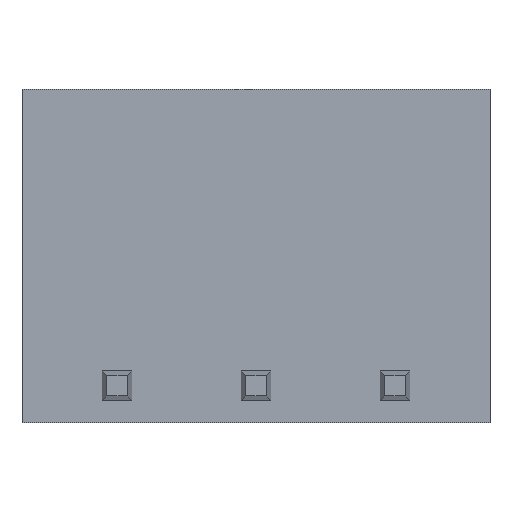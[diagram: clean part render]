
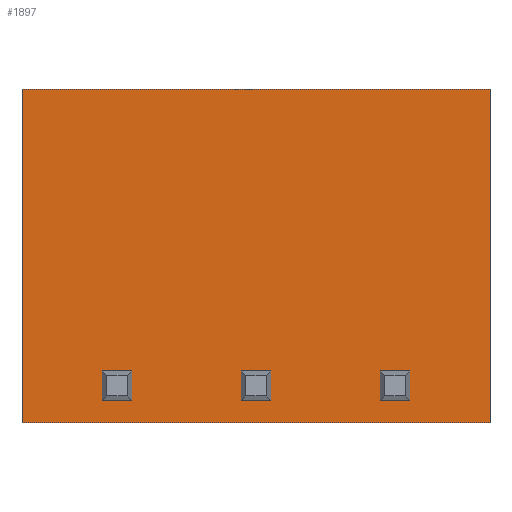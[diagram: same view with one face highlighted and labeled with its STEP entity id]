
A CAD part, front view. The second image highlights one B-rep face of the part: STEP entity #1897.
In plain terms, the highlighted planar face has unit normal (0, -1, 0).
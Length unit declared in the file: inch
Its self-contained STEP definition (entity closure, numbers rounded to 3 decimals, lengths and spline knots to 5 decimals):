
#13=DIRECTION('',(1.,0.,0.));
#14=VECTOR('',#13,0.505);
#15=CARTESIAN_POINT('',(-0.2525,0.,0.));
#16=LINE('',#15,#14);
#192=DIRECTION('',(0.,0.,-1.));
#193=VECTOR('',#192,0.36);
#194=CARTESIAN_POINT('',(-0.2525,0.,0.));
#195=LINE('',#194,#193);
#196=DIRECTION('',(0.,0.,-1.));
#197=VECTOR('',#196,0.032);
#198=CARTESIAN_POINT('',(0.134,0.,-0.304));
#199=LINE('',#198,#197);
#200=DIRECTION('',(1.,0.,0.));
#201=VECTOR('',#200,0.032);
#202=CARTESIAN_POINT('',(0.134,0.,-0.336));
#203=LINE('',#202,#201);
#204=DIRECTION('',(0.,0.,-1.));
#205=VECTOR('',#204,0.032);
#206=CARTESIAN_POINT('',(0.166,0.,-0.304));
#207=LINE('',#206,#205);
#208=DIRECTION('',(1.,0.,0.));
#209=VECTOR('',#208,0.032);
#210=CARTESIAN_POINT('',(0.134,0.,-0.304));
#211=LINE('',#210,#209);
#212=DIRECTION('',(0.,0.,-1.));
#213=VECTOR('',#212,0.032);
#214=CARTESIAN_POINT('',(-0.016,0.,-0.304));
#215=LINE('',#214,#213);
#216=DIRECTION('',(1.,0.,0.));
#217=VECTOR('',#216,0.032);
#218=CARTESIAN_POINT('',(-0.016,0.,-0.336));
#219=LINE('',#218,#217);
#220=DIRECTION('',(0.,0.,-1.));
#221=VECTOR('',#220,0.032);
#222=CARTESIAN_POINT('',(0.016,0.,-0.304));
#223=LINE('',#222,#221);
#224=DIRECTION('',(1.,0.,0.));
#225=VECTOR('',#224,0.032);
#226=CARTESIAN_POINT('',(-0.016,0.,-0.304));
#227=LINE('',#226,#225);
#228=DIRECTION('',(0.,0.,-1.));
#229=VECTOR('',#228,0.032);
#230=CARTESIAN_POINT('',(-0.166,0.,-0.304));
#231=LINE('',#230,#229);
#232=DIRECTION('',(1.,0.,0.));
#233=VECTOR('',#232,0.032);
#234=CARTESIAN_POINT('',(-0.166,0.,-0.336));
#235=LINE('',#234,#233);
#236=DIRECTION('',(0.,0.,-1.));
#237=VECTOR('',#236,0.032);
#238=CARTESIAN_POINT('',(-0.134,0.,-0.304));
#239=LINE('',#238,#237);
#240=DIRECTION('',(1.,0.,0.));
#241=VECTOR('',#240,0.032);
#242=CARTESIAN_POINT('',(-0.166,0.,-0.304));
#243=LINE('',#242,#241);
#244=DIRECTION('',(0.,0.,-1.));
#245=VECTOR('',#244,0.36);
#246=CARTESIAN_POINT('',(0.2525,0.,0.));
#247=LINE('',#246,#245);
#256=DIRECTION('',(1.,0.,0.));
#257=VECTOR('',#256,0.505);
#258=CARTESIAN_POINT('',(-0.2525,0.,-0.36));
#259=LINE('',#258,#257);
#1322=CARTESIAN_POINT('',(-0.2525,0.,0.));
#1324=VERTEX_POINT('',#1322);
#1325=CARTESIAN_POINT('',(0.2525,0.,0.));
#1326=VERTEX_POINT('',#1325);
#1330=CARTESIAN_POINT('',(-0.2525,0.,-0.36));
#1332=VERTEX_POINT('',#1330);
#1333=CARTESIAN_POINT('',(0.2525,0.,-0.36));
#1334=VERTEX_POINT('',#1333);
#1421=CARTESIAN_POINT('',(0.134,0.,-0.304));
#1422=CARTESIAN_POINT('',(0.134,0.,-0.336));
#1423=VERTEX_POINT('',#1421);
#1424=VERTEX_POINT('',#1422);
#1425=CARTESIAN_POINT('',(0.166,0.,-0.304));
#1426=CARTESIAN_POINT('',(0.166,0.,-0.336));
#1427=VERTEX_POINT('',#1425);
#1428=VERTEX_POINT('',#1426);
#1681=CARTESIAN_POINT('',(-0.016,0.,-0.304));
#1682=CARTESIAN_POINT('',(-0.016,0.,-0.336));
#1683=VERTEX_POINT('',#1681);
#1684=VERTEX_POINT('',#1682);
#1685=CARTESIAN_POINT('',(0.016,0.,-0.304));
#1686=CARTESIAN_POINT('',(0.016,0.,-0.336));
#1687=VERTEX_POINT('',#1685);
#1688=VERTEX_POINT('',#1686);
#1717=CARTESIAN_POINT('',(-0.166,0.,-0.304));
#1718=CARTESIAN_POINT('',(-0.166,0.,-0.336));
#1719=VERTEX_POINT('',#1717);
#1720=VERTEX_POINT('',#1718);
#1721=CARTESIAN_POINT('',(-0.134,0.,-0.304));
#1722=CARTESIAN_POINT('',(-0.134,0.,-0.336));
#1723=VERTEX_POINT('',#1721);
#1724=VERTEX_POINT('',#1722);
#1854=CARTESIAN_POINT('',(-0.2525,0.,0.));
#1855=DIRECTION('',(0.,-1.,0.));
#1856=DIRECTION('',(1.,0.,0.));
#1857=AXIS2_PLACEMENT_3D('',#1854,#1855,#1856);
#1858=PLANE('',#1857);
#1859=ORIENTED_EDGE('',*,*,#1744,.T.);
#1861=ORIENTED_EDGE('',*,*,#1860,.T.);
#1863=ORIENTED_EDGE('',*,*,#1862,.F.);
#1864=ORIENTED_EDGE('',*,*,#1845,.F.);
#1865=EDGE_LOOP('',(#1859,#1861,#1863,#1864));
#1866=FACE_OUTER_BOUND('',#1865,.F.);
#1868=ORIENTED_EDGE('',*,*,#1867,.T.);
#1870=ORIENTED_EDGE('',*,*,#1869,.T.);
#1872=ORIENTED_EDGE('',*,*,#1871,.F.);
#1874=ORIENTED_EDGE('',*,*,#1873,.F.);
#1875=EDGE_LOOP('',(#1868,#1870,#1872,#1874));
#1876=FACE_BOUND('',#1875,.F.);
#1878=ORIENTED_EDGE('',*,*,#1877,.T.);
#1880=ORIENTED_EDGE('',*,*,#1879,.T.);
#1882=ORIENTED_EDGE('',*,*,#1881,.F.);
#1884=ORIENTED_EDGE('',*,*,#1883,.F.);
#1885=EDGE_LOOP('',(#1878,#1880,#1882,#1884));
#1886=FACE_BOUND('',#1885,.F.);
#1888=ORIENTED_EDGE('',*,*,#1887,.T.);
#1890=ORIENTED_EDGE('',*,*,#1889,.T.);
#1892=ORIENTED_EDGE('',*,*,#1891,.F.);
#1894=ORIENTED_EDGE('',*,*,#1893,.F.);
#1895=EDGE_LOOP('',(#1888,#1890,#1892,#1894));
#1896=FACE_BOUND('',#1895,.F.);
#1897=ADVANCED_FACE('',(#1866,#1876,#1886,#1896),#1858,.T.);
#1744=EDGE_CURVE('',#1324,#1326,#16,.T.);
#1845=EDGE_CURVE('',#1324,#1332,#195,.T.);
#1860=EDGE_CURVE('',#1326,#1334,#247,.T.);
#1862=EDGE_CURVE('',#1332,#1334,#259,.T.);
#1867=EDGE_CURVE('',#1423,#1424,#199,.T.);
#1869=EDGE_CURVE('',#1424,#1428,#203,.T.);
#1871=EDGE_CURVE('',#1427,#1428,#207,.T.);
#1873=EDGE_CURVE('',#1423,#1427,#211,.T.);
#1877=EDGE_CURVE('',#1683,#1684,#215,.T.);
#1879=EDGE_CURVE('',#1684,#1688,#219,.T.);
#1881=EDGE_CURVE('',#1687,#1688,#223,.T.);
#1883=EDGE_CURVE('',#1683,#1687,#227,.T.);
#1887=EDGE_CURVE('',#1719,#1720,#231,.T.);
#1889=EDGE_CURVE('',#1720,#1724,#235,.T.);
#1891=EDGE_CURVE('',#1723,#1724,#239,.T.);
#1893=EDGE_CURVE('',#1719,#1723,#243,.T.);
